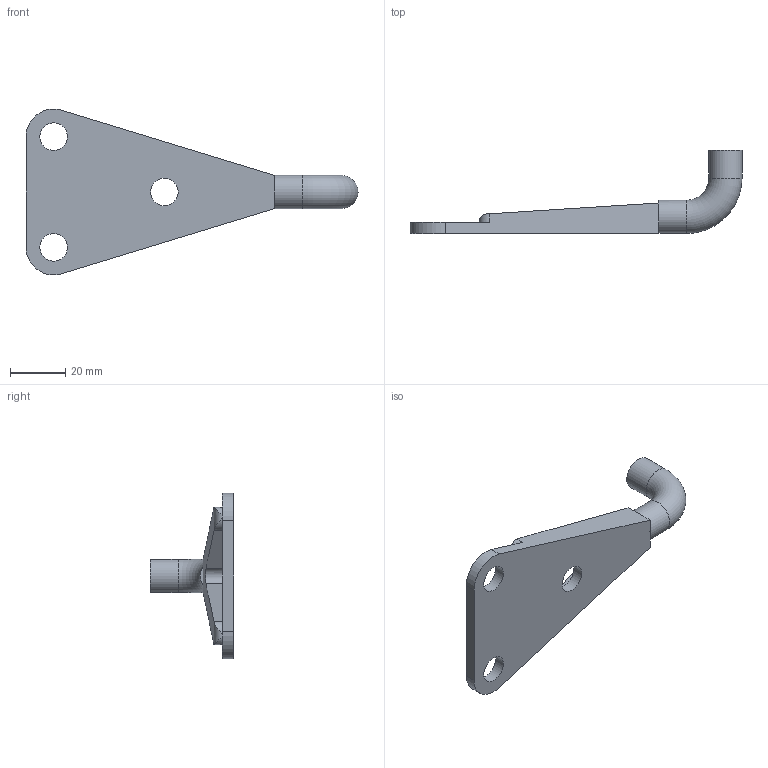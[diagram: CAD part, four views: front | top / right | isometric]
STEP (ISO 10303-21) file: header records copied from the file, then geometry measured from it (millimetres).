
FILE_DESCRIPTION( ( 'STEP AP214' ), '1' );
FILE_NAME( 'K0052.91851201.stp', '2019-05-29T15:15:47', ( '' ), ( '' ), ' ', 'PARTsolutions', ' ' );
FILE_SCHEMA( ( 'AUTOMOTIVE_DESIGN { 1 0 10303 214 1 1 1 1 }' ) );
Length unit declared in the file: millimetre
Products named in the file (3): K0052.91851201; _K0052.91851201K0053_dummy; _A_K0052_gegenhaken
Assembly tree (2 placements, depth 2):
  K0052.91851201
    _K0052.91851201K0053_dummy
    _A_K0052_gegenhaken
Bounding box: 120 x 30 x 59.98 mm (x, y, z)
Volume: 22965.1 mm3; surface area: 10693.8 mm2
Topology: 1 solids, 1 shells, 29 faces, 77 edges, 51 vertices
Faces by surface type: cylinder 14, plane 14, torus 1
Full cylindrical faces by diameter (mm): 10 x3, 12 x2
Entity records: 1175 total; most frequent: CARTESIAN_POINT 180, DIRECTION 159, ORIENTED_EDGE 134, EDGE_CURVE 67, AXIS2_PLACEMENT_3D 62, VERTEX_POINT 46, EDGE_LOOP 41, FACE_OUTER_BOUND 35
